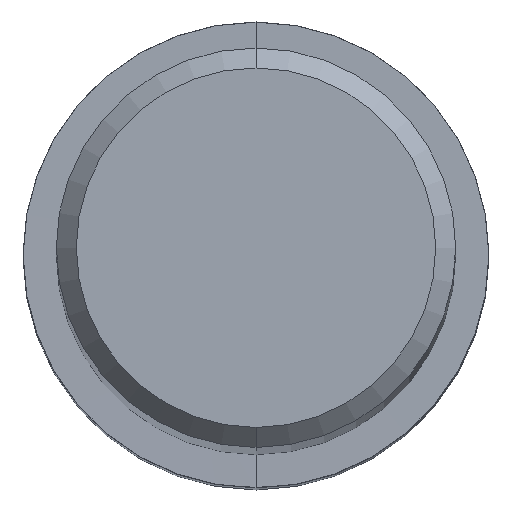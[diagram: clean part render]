
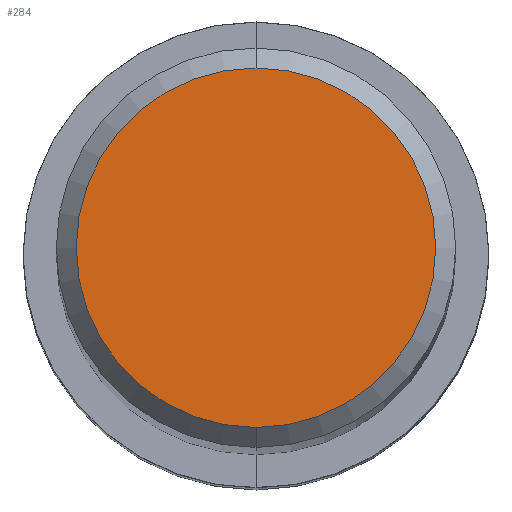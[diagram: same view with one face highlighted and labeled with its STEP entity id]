
A CAD part, top view. The second image highlights one B-rep face of the part: STEP entity #284.
In plain terms, the highlighted planar face has unit normal (0, 0, 1).
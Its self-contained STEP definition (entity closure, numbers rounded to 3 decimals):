
#180=EDGE_CURVE('',#364,#204,#452,.T.);
#204=VERTEX_POINT('',#478);
#284=ADVANCED_FACE('',(#565),#566,.T.);
#304=EDGE_CURVE('',#204,#364,#586,.T.);
#364=VERTEX_POINT('',#655);
#452=CIRCLE('',#748,5.4);
#478=CARTESIAN_POINT('',(0.,-5.4,0.0));
#565=FACE_OUTER_BOUND('',#954,.T.);
#566=PLANE('',#955);
#586=CIRCLE('',#1085,5.4);
#655=CARTESIAN_POINT('',(0.0,5.4,0.0));
#748=AXIS2_PLACEMENT_3D('',#1383,#1384,#1385);
#954=EDGE_LOOP('',(#1514,#1515));
#955=AXIS2_PLACEMENT_3D('',#1516,#1517,#1518);
#1085=AXIS2_PLACEMENT_3D('',#1525,#1526,#1527);
#1383=CARTESIAN_POINT('',(0.0,0.0,0.0));
#1384=DIRECTION('',(0.0,0.0,-1.0));
#1385=DIRECTION('',(0.0,1.0,0.0));
#1514=ORIENTED_EDGE('',*,*,#180,.F.);
#1515=ORIENTED_EDGE('',*,*,#304,.F.);
#1516=CARTESIAN_POINT('',(0.0,2.7,0.0));
#1517=DIRECTION('',(-0.0,0.0,1.0));
#1518=DIRECTION('',(0.0,-1.0,0.0));
#1525=CARTESIAN_POINT('',(0.0,0.0,0.0));
#1526=DIRECTION('',(0.0,0.0,-1.0));
#1527=DIRECTION('',(0.0,1.0,0.0));
